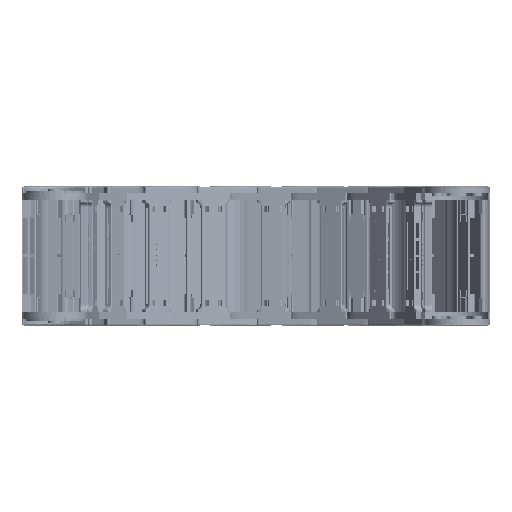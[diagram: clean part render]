
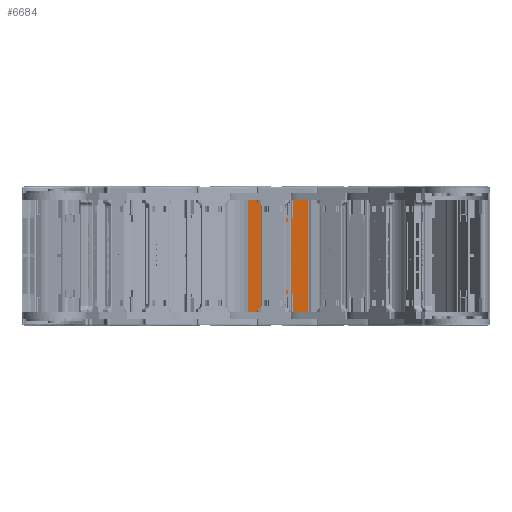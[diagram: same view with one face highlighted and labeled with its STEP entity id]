
A CAD part, left-side view. The second image highlights one B-rep face of the part: STEP entity #6684.
In plain terms, the highlighted face is planar.
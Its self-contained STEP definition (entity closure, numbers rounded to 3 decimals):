
#363 = LINE ( 'NONE', #27827, #35001 ) ;
#384 = DIRECTION ( 'NONE',  ( 1., 0., 0. ) ) ;
#557 = LINE ( 'NONE', #22927, #17395 ) ;
#1082 = EDGE_CURVE ( 'NONE', #20066, #30708, #9228, .T. ) ;
#1218 = VERTEX_POINT ( 'NONE', #7797 ) ;
#1400 = CARTESIAN_POINT ( 'NONE',  ( -33.072, -39.416, -235.455 ) ) ;
#1772 = CARTESIAN_POINT ( 'NONE',  ( 24.49, -39.416, -166.82 ) ) ;
#2006 = VERTEX_POINT ( 'NONE', #26926 ) ;
#2415 = DIRECTION ( 'NONE',  ( -1., 0., 0. ) ) ;
#2495 = DIRECTION ( 'NONE',  ( 0., 0., -1. ) ) ;
#2533 = VECTOR ( 'NONE', #20383, 1000. ) ;
#3058 = FACE_BOUND ( 'NONE', #9131, .T. ) ;
#3067 = DIRECTION ( 'NONE',  ( 0., 0., -1. ) ) ;
#3352 = CARTESIAN_POINT ( 'NONE',  ( 24.49, -39.416, -95.055 ) ) ;
#3612 = AXIS2_PLACEMENT_3D ( 'NONE', #37170, #40104, #21546 ) ;
#3852 = EDGE_LOOP ( 'NONE', ( #16028, #29435, #36429, #20437, #13142, #31466, #20352, #19573, #25082, #22168, #33769, #20167 ) ) ;
#3897 = CARTESIAN_POINT ( 'NONE',  ( -13.51, -39.416, -117.805 ) ) ;
#4072 = DIRECTION ( 'NONE',  ( -1., 0., 0. ) ) ;
#4479 = DIRECTION ( 'NONE',  ( 0., 0., -1. ) ) ;
#4538 = LINE ( 'NONE', #12607, #15963 ) ;
#4926 = EDGE_CURVE ( 'NONE', #36919, #1218, #26964, .T. ) ;
#5267 = CARTESIAN_POINT ( 'NONE',  ( -33.072, -39.416, -95.055 ) ) ;
#5374 = EDGE_CURVE ( 'NONE', #36919, #2006, #34362, .T. ) ;
#5463 = EDGE_CURVE ( 'NONE', #22066, #30767, #21982, .T. ) ;
#5952 = EDGE_CURVE ( 'NONE', #2006, #27883, #22930, .T. ) ;
#6319 = CARTESIAN_POINT ( 'NONE',  ( 43.49, -39.416, -43.799 ) ) ;
#6684 = ADVANCED_FACE ( 'NONE', ( #10007, #3058 ), #11738, .F. ) ;
#7018 = DIRECTION ( 'NONE',  ( 0., 0., 1. ) ) ;
#7191 = ORIENTED_EDGE ( 'NONE', *, *, #5374, .T. ) ;
#7688 = EDGE_CURVE ( 'NONE', #31234, #13377, #13409, .T. ) ;
#7797 = CARTESIAN_POINT ( 'NONE',  ( 17.49, -39.416, -166.82 ) ) ;
#7800 = LINE ( 'NONE', #25981, #14712 ) ;
#8973 = VECTOR ( 'NONE', #384, 1000. ) ;
#8994 = LINE ( 'NONE', #20037, #26293 ) ;
#9131 = EDGE_LOOP ( 'NONE', ( #7191, #18965, #36820, #13743 ) ) ;
#9228 = LINE ( 'NONE', #3352, #17627 ) ;
#9270 = CARTESIAN_POINT ( 'NONE',  ( -13.51, -39.416, -235.455 ) ) ;
#10007 = FACE_OUTER_BOUND ( 'NONE', #3852, .T. ) ;
#10027 = LINE ( 'NONE', #27984, #15448 ) ;
#10348 = CARTESIAN_POINT ( 'NONE',  ( 18.49, -39.416, -95.055 ) ) ;
#10462 = LINE ( 'NONE', #23949, #2533 ) ;
#10665 = CARTESIAN_POINT ( 'NONE',  ( 18.49, -39.416, -235.455 ) ) ;
#11738 = PLANE ( 'NONE',  #3612 ) ;
#11935 = DIRECTION ( 'NONE',  ( 1., 0., 0. ) ) ;
#11938 = VERTEX_POINT ( 'NONE', #1400 ) ;
#12188 = VECTOR ( 'NONE', #2415, 1000. ) ;
#12517 = EDGE_CURVE ( 'NONE', #40904, #24787, #363, .T. ) ;
#12607 = CARTESIAN_POINT ( 'NONE',  ( -33.072, -39.416, -43.799 ) ) ;
#12948 = CARTESIAN_POINT ( 'NONE',  ( 17.49, -39.416, -23.799 ) ) ;
#13142 = ORIENTED_EDGE ( 'NONE', *, *, #12517, .T. ) ;
#13377 = VERTEX_POINT ( 'NONE', #35541 ) ;
#13409 = LINE ( 'NONE', #15478, #8973 ) ;
#13743 = ORIENTED_EDGE ( 'NONE', *, *, #4926, .F. ) ;
#14332 = CARTESIAN_POINT ( 'NONE',  ( 43.49, -39.416, -95.055 ) ) ;
#14499 = VECTOR ( 'NONE', #3067, 1000. ) ;
#14712 = VECTOR ( 'NONE', #4479, 1000. ) ;
#15448 = VECTOR ( 'NONE', #11935, 1000. ) ;
#15478 = CARTESIAN_POINT ( 'NONE',  ( 4.49, -39.416, -117.805 ) ) ;
#15481 = DIRECTION ( 'NONE',  ( 0., 0., -1. ) ) ;
#15963 = VECTOR ( 'NONE', #31149, 1000. ) ;
#16028 = ORIENTED_EDGE ( 'NONE', *, *, #33449, .T. ) ;
#17395 = VECTOR ( 'NONE', #4072, 1000. ) ;
#17627 = VECTOR ( 'NONE', #38240, 1000. ) ;
#18965 = ORIENTED_EDGE ( 'NONE', *, *, #5952, .T. ) ;
#19001 = VECTOR ( 'NONE', #21283, 1000. ) ;
#19573 = ORIENTED_EDGE ( 'NONE', *, *, #35743, .F. ) ;
#20037 = CARTESIAN_POINT ( 'NONE',  ( 18.49, -39.416, -95.055 ) ) ;
#20066 = VERTEX_POINT ( 'NONE', #14332 ) ;
#20167 = ORIENTED_EDGE ( 'NONE', *, *, #1082, .F. ) ;
#20352 = ORIENTED_EDGE ( 'NONE', *, *, #25751, .T. ) ;
#20383 = DIRECTION ( 'NONE',  ( -1., 0., 0. ) ) ;
#20437 = ORIENTED_EDGE ( 'NONE', *, *, #41038, .F. ) ;
#21283 = DIRECTION ( 'NONE',  ( 0., 0., 1. ) ) ;
#21401 = VERTEX_POINT ( 'NONE', #22587 ) ;
#21528 = CARTESIAN_POINT ( 'NONE',  ( 24.49, -39.416, -235.455 ) ) ;
#21544 = CARTESIAN_POINT ( 'NONE',  ( 18.49, -39.416, -210.735 ) ) ;
#21546 = DIRECTION ( 'NONE',  ( -1., 0., 0. ) ) ;
#21982 = LINE ( 'NONE', #21544, #19001 ) ;
#22053 = CARTESIAN_POINT ( 'NONE',  ( -12.51, -39.416, -23.799 ) ) ;
#22066 = VERTEX_POINT ( 'NONE', #10665 ) ;
#22168 = ORIENTED_EDGE ( 'NONE', *, *, #7688, .T. ) ;
#22587 = CARTESIAN_POINT ( 'NONE',  ( 43.49, -39.416, -235.455 ) ) ;
#22927 = CARTESIAN_POINT ( 'NONE',  ( 24.49, -39.416, -235.455 ) ) ;
#22930 = LINE ( 'NONE', #22053, #14499 ) ;
#23311 = DIRECTION ( 'NONE',  ( 0., 0., -1. ) ) ;
#23466 = VECTOR ( 'NONE', #36347, 1000. ) ;
#23949 = CARTESIAN_POINT ( 'NONE',  ( 24.49, -39.416, -95.055 ) ) ;
#24457 = VECTOR ( 'NONE', #29894, 1000. ) ;
#24787 = VERTEX_POINT ( 'NONE', #9270 ) ;
#25082 = ORIENTED_EDGE ( 'NONE', *, *, #30773, .T. ) ;
#25190 = CARTESIAN_POINT ( 'NONE',  ( 17.49, -39.416, -163.32 ) ) ;
#25751 = EDGE_CURVE ( 'NONE', #11938, #35380, #4538, .T. ) ;
#25972 = LINE ( 'NONE', #6319, #32895 ) ;
#25981 = CARTESIAN_POINT ( 'NONE',  ( -13.51, -39.416, -119.805 ) ) ;
#26051 = LINE ( 'NONE', #21528, #12188 ) ;
#26293 = VECTOR ( 'NONE', #7018, 1000. ) ;
#26503 = EDGE_CURVE ( 'NONE', #13377, #30708, #8994, .T. ) ;
#26593 = EDGE_CURVE ( 'NONE', #24787, #11938, #557, .T. ) ;
#26926 = CARTESIAN_POINT ( 'NONE',  ( -12.51, -39.416, -163.32 ) ) ;
#26964 = LINE ( 'NONE', #12948, #35346 ) ;
#27827 = CARTESIAN_POINT ( 'NONE',  ( -13.51, -39.416, -235.455 ) ) ;
#27883 = VERTEX_POINT ( 'NONE', #30927 ) ;
#27984 = CARTESIAN_POINT ( 'NONE',  ( 24.49, -39.416, -212.735 ) ) ;
#29164 = CARTESIAN_POINT ( 'NONE',  ( 18.49, -39.416, -212.735 ) ) ;
#29435 = ORIENTED_EDGE ( 'NONE', *, *, #32059, .T. ) ;
#29599 = CARTESIAN_POINT ( 'NONE',  ( 24.49, -39.416, -163.32 ) ) ;
#29894 = DIRECTION ( 'NONE',  ( 1., 0., 0. ) ) ;
#30708 = VERTEX_POINT ( 'NONE', #10348 ) ;
#30767 = VERTEX_POINT ( 'NONE', #29164 ) ;
#30773 = EDGE_CURVE ( 'NONE', #37259, #31234, #7800, .T. ) ;
#30927 = CARTESIAN_POINT ( 'NONE',  ( -12.51, -39.416, -166.82 ) ) ;
#31149 = DIRECTION ( 'NONE',  ( 0., 0., 1. ) ) ;
#31234 = VERTEX_POINT ( 'NONE', #3897 ) ;
#31466 = ORIENTED_EDGE ( 'NONE', *, *, #26593, .T. ) ;
#32059 = EDGE_CURVE ( 'NONE', #21401, #22066, #26051, .T. ) ;
#32399 = LINE ( 'NONE', #1772, #24457 ) ;
#32895 = VECTOR ( 'NONE', #15481, 1000. ) ;
#33449 = EDGE_CURVE ( 'NONE', #20066, #21401, #25972, .T. ) ;
#33618 = EDGE_CURVE ( 'NONE', #27883, #1218, #32399, .T. ) ;
#33769 = ORIENTED_EDGE ( 'NONE', *, *, #26503, .T. ) ;
#34362 = LINE ( 'NONE', #29599, #23466 ) ;
#35001 = VECTOR ( 'NONE', #2495, 1000. ) ;
#35346 = VECTOR ( 'NONE', #23311, 1000. ) ;
#35380 = VERTEX_POINT ( 'NONE', #5267 ) ;
#35541 = CARTESIAN_POINT ( 'NONE',  ( 18.49, -39.416, -117.805 ) ) ;
#35743 = EDGE_CURVE ( 'NONE', #37259, #35380, #10462, .T. ) ;
#36347 = DIRECTION ( 'NONE',  ( -1., 0., 0. ) ) ;
#36380 = CARTESIAN_POINT ( 'NONE',  ( -13.51, -39.416, -95.055 ) ) ;
#36429 = ORIENTED_EDGE ( 'NONE', *, *, #5463, .T. ) ;
#36820 = ORIENTED_EDGE ( 'NONE', *, *, #33618, .T. ) ;
#36841 = CARTESIAN_POINT ( 'NONE',  ( -13.51, -39.416, -212.735 ) ) ;
#36919 = VERTEX_POINT ( 'NONE', #25190 ) ;
#37170 = CARTESIAN_POINT ( 'NONE',  ( 24.49, -39.416, -43.799 ) ) ;
#37259 = VERTEX_POINT ( 'NONE', #36380 ) ;
#38240 = DIRECTION ( 'NONE',  ( -1., 0., 0. ) ) ;
#40104 = DIRECTION ( 'NONE',  ( 0., -1., 0. ) ) ;
#40904 = VERTEX_POINT ( 'NONE', #36841 ) ;
#41038 = EDGE_CURVE ( 'NONE', #40904, #30767, #10027, .T. ) ;
